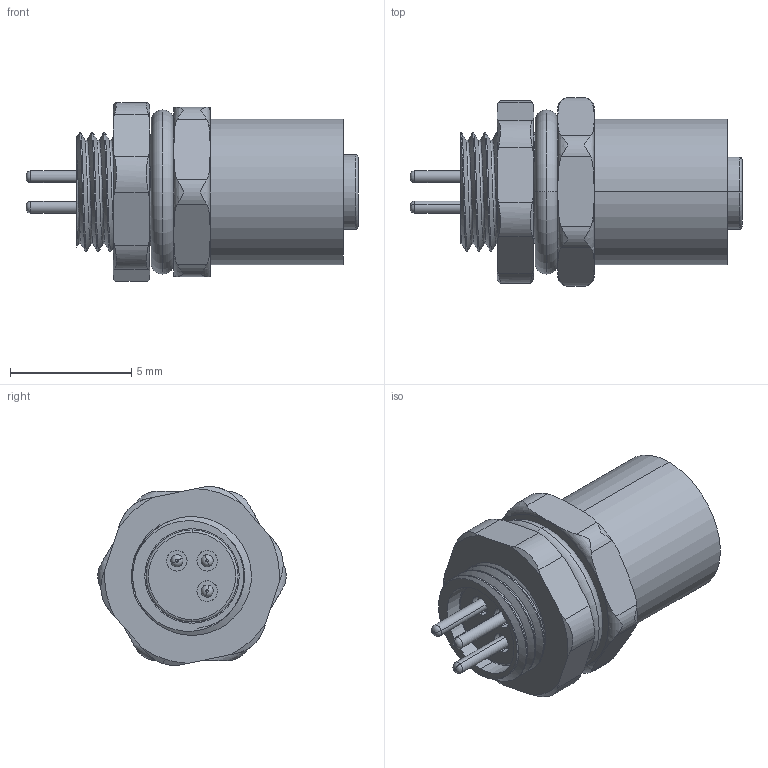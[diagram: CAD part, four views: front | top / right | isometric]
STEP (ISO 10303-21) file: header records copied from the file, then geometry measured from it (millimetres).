
FILE_DESCRIPTION (( 'STEP AP203' ), '1' );
FILE_NAME ('54-00103_revA.STEP', '2018-08-23T16:35:34', ( '' ), ( '' ), 'SwSTEP 2.0', 'SolidWorks 2015', '' );
FILE_SCHEMA (( 'CONFIG_CONTROL_DESIGN' ));
Length unit declared in the file: millimetre
Products named in the file (8): M5_oring_small; M5nut; M5Female_socket_PCB; 54-00103_revA; M5F3P_short; M5F3P_PCB; M5Female_panel mount threads; M5_oring_large
Assembly tree (9 placements, depth 3):
  54-00103_revA
    M5Female_panel mount threads
    M5nut
    M5_oring_large
    M5_oring_small
    M5F3P_PCB
      M5F3P_short
      M5Female_socket_PCB  x3
Bounding box: 13.7 x 7.77 x 7.38 mm (x, y, z)
Volume: 280.1 mm3; surface area: 1029 mm2
Topology: 8 solids, 8 shells, 235 faces, 591 edges, 380 vertices
Faces by surface type: cylinder 113, plane 57, torus 30, cone 26, bspline 9
Entity records: 10977 total; most frequent: CARTESIAN_POINT 5799, ORIENTED_EDGE 982, DIRECTION 826, EDGE_CURVE 491, AXIS2_PLACEMENT_3D 345, VERTEX_POINT 320, EDGE_LOOP 209, ADVANCED_FACE 189
